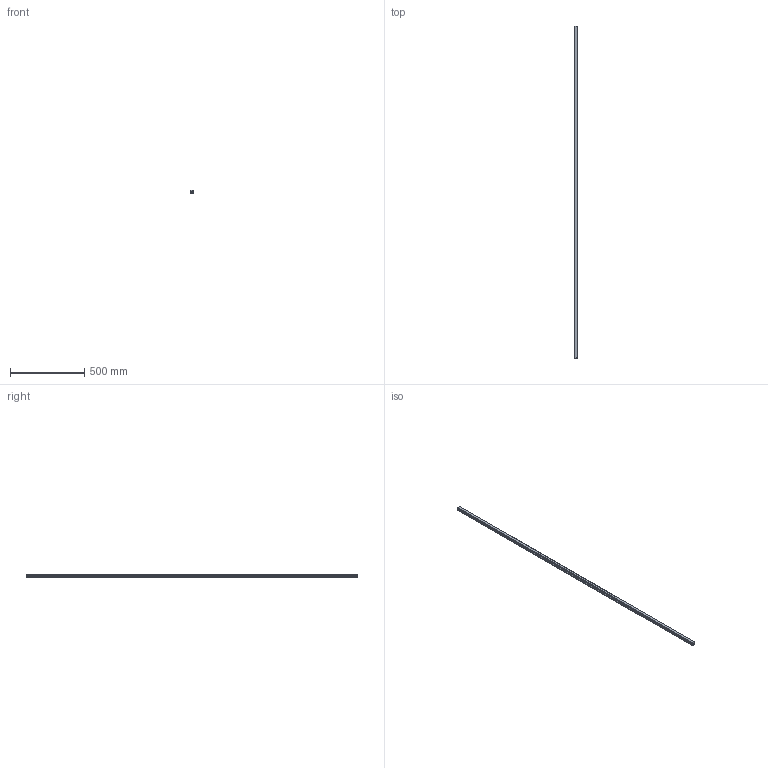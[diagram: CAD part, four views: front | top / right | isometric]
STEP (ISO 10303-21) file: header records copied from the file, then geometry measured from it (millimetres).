
FILE_DESCRIPTION(('STEP AP214'),'1');
FILE_NAME('cctmp_70039AE3-ED30-4B3F-8423-515038A53236_2021_01_25_14_41_05_0629..stp','2021-01-25T13:41:05',('HIWIN GmbH'),('CADClick - www.CADClick.com'),'Spatial InterOp 3D',' ','unknown authorization');
FILE_SCHEMA(('AUTOMOTIVE_DESIGN'));
Length unit declared in the file: millimetre
Products named in the file (1): HGR25T2230C_FILE
Bounding box: 23 x 2230 x 22 mm (x, y, z)
Volume: 964198.3 mm3; surface area: 211875.2 mm2
Topology: 1 solids, 1 shells, 370 faces, 1129 edges, 691 vertices
Faces by surface type: plane 200, cylinder 96, cone 74
Entity records: 15215 total; most frequent: DIRECTION 2285, CARTESIAN_POINT 2117, ORIENTED_EDGE 2110, EDGE_CURVE 1055, AXIS2_PLACEMENT_3D 859, VERTEX_POINT 691, LINE 567, VECTOR 567
